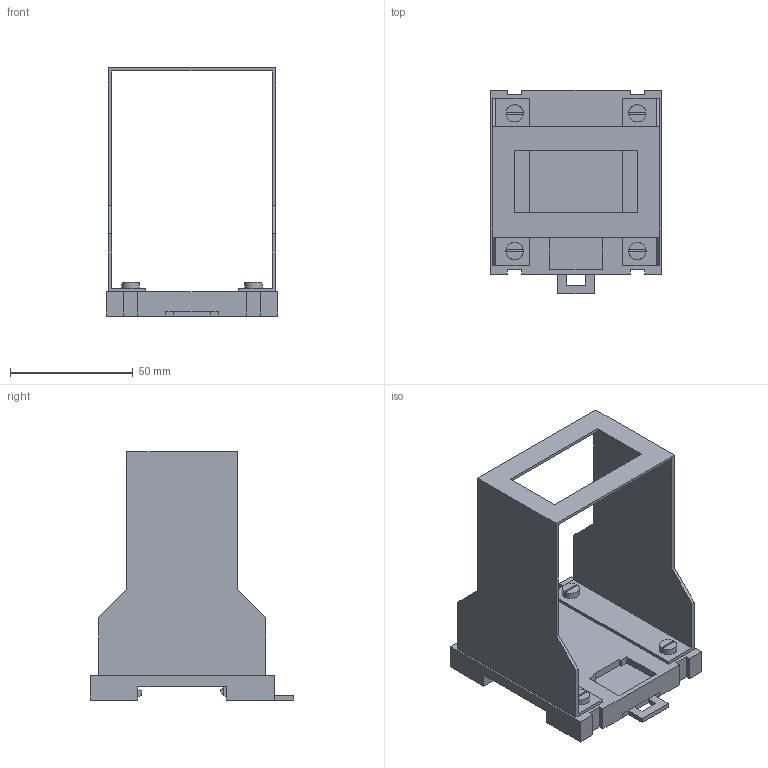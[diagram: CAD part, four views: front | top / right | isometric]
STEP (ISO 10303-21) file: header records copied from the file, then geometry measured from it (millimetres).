
FILE_DESCRIPTION(('Creo Elements/Direct Modeling STEP Export'),'2;1');
FILE_NAME('model.stp','2020-06-03T11:23:01',(''),(''),'Creo Elements/Direct Modeling STEP processor for AP214 (Solid Model)','Creo Elements/Direct Modeling 20.1A 29-Sep-2018 (C) Parametric Technology GmbH','');
FILE_SCHEMA(('AUTOMOTIVE_DESIGN { 1 0 10303 214 1 1 1 1 }'));
Length unit declared in the file: millimetre
Products named in the file (2): MCR-SL-D-RA-select
Assembly tree (1 placements, depth 2):
  MCR-SL-D-RA-select
    MCR-SL-D-RA-select
Bounding box: 70 x 83 x 101 mm (x, y, z)
Volume: 53328.7 mm3; surface area: 38308.3 mm2
Topology: 1 solids, 1 shells, 168 faces, 455 edges, 303 vertices
Faces by surface type: plane 144, cylinder 16, cone 8
Entity records: 5641 total; most frequent: ORIENTED_EDGE 910, CARTESIAN_POINT 840, DIRECTION 704, EDGE_CURVE 455, VECTOR 370, LINE 370, VERTEX_POINT 303, EDGE_LOOP 188
